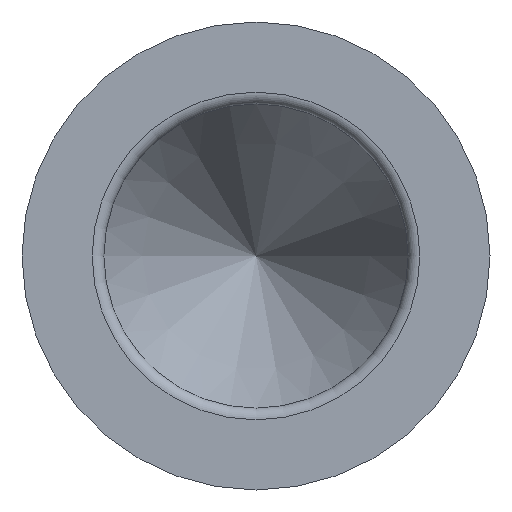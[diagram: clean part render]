
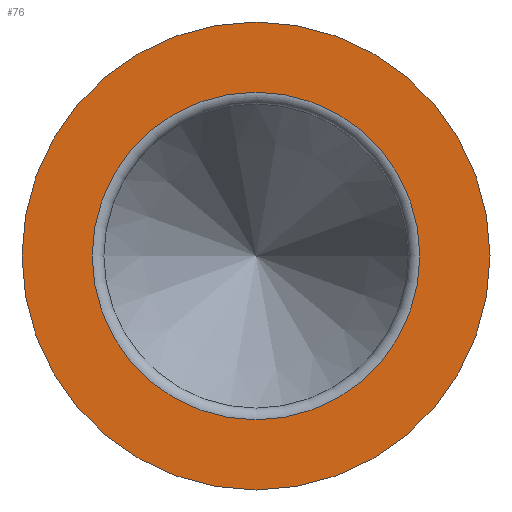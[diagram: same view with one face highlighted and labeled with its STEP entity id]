
A CAD part, left-side view. The second image highlights one B-rep face of the part: STEP entity #76.
In plain terms, the highlighted planar face has unit normal (-1, 0, 0).
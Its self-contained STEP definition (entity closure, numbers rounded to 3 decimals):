
#76 = ADVANCED_FACE( '', ( #91, #92 ), #93, .F. );
#91 = FACE_OUTER_BOUND( '', #126, .T. );
#92 = FACE_BOUND( '', #127, .T. );
#93 = PLANE( '', #128 );
#126 = EDGE_LOOP( '', ( #163 ) );
#127 = EDGE_LOOP( '', ( #164 ) );
#128 = AXIS2_PLACEMENT_3D( '', #165, #166, #167 );
#163 = ORIENTED_EDGE( '', *, *, #219, .F. );
#164 = ORIENTED_EDGE( '', *, *, #220, .T. );
#165 = CARTESIAN_POINT( '', ( -16.25, 0., 0. ) );
#166 = DIRECTION( '', ( 1., 0., 0. ) );
#167 = DIRECTION( '', ( 0., 0., -1. ) );
#219 = EDGE_CURVE( '', #231, #231, #232, .T. );
#220 = EDGE_CURVE( '', #233, #233, #234, .T. );
#231 = VERTEX_POINT( '', #253 );
#232 = CIRCLE( '', #254, 10. );
#233 = VERTEX_POINT( '', #255 );
#234 = CIRCLE( '', #256, 7. );
#253 = CARTESIAN_POINT( '', ( -16.25, 0., -10. ) );
#254 = AXIS2_PLACEMENT_3D( '', #276, #277, #278 );
#255 = CARTESIAN_POINT( '', ( -16.25, 7., 0. ) );
#256 = AXIS2_PLACEMENT_3D( '', #279, #280, #281 );
#276 = CARTESIAN_POINT( '', ( -16.25, 0., 0. ) );
#277 = DIRECTION( '', ( 1., 0., 0. ) );
#278 = DIRECTION( '', ( 0., 0., -1. ) );
#279 = CARTESIAN_POINT( '', ( -16.25, 0., 0. ) );
#280 = DIRECTION( '', ( 1., 0., 0. ) );
#281 = DIRECTION( '', ( 0., 1., 0. ) );
